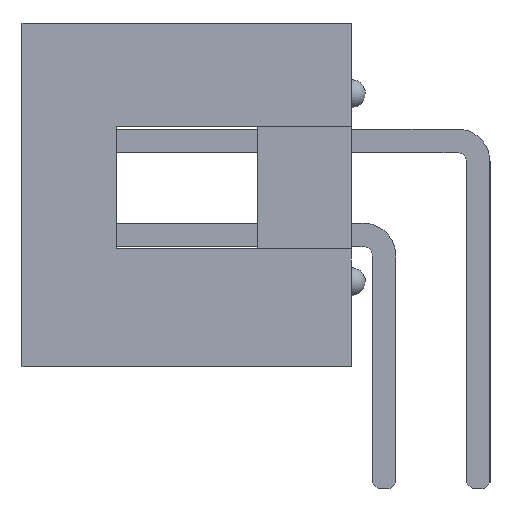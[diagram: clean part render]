
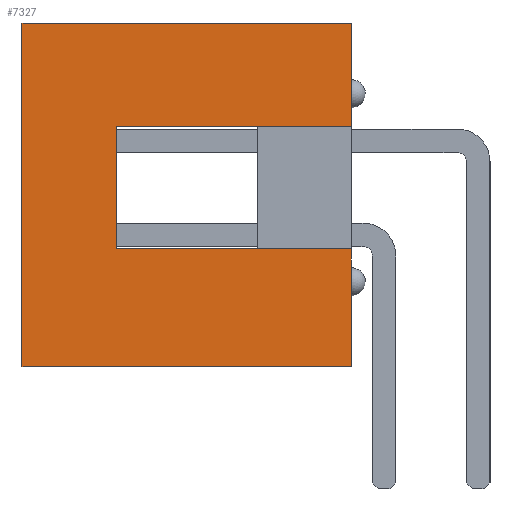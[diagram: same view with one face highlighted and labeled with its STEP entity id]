
A CAD part, left-side view. The second image highlights one B-rep face of the part: STEP entity #7327.
In plain terms, the highlighted planar face has unit normal (-1, 0, 0).
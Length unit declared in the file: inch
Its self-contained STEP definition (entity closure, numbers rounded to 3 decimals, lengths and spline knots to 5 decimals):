
#267=ORIENTED_EDGE('',*,*,#2397,.F.);
#268=ORIENTED_EDGE('',*,*,#2423,.F.);
#269=ORIENTED_EDGE('',*,*,#2420,.F.);
#270=ORIENTED_EDGE('',*,*,#2444,.F.);
#271=ORIENTED_EDGE('',*,*,#2445,.T.);
#272=ORIENTED_EDGE('',*,*,#2446,.T.);
#273=ORIENTED_EDGE('',*,*,#2416,.F.);
#274=ORIENTED_EDGE('',*,*,#2436,.F.);
#2397=EDGE_CURVE('',#3493,#3473,#4225,.T.);
#2416=EDGE_CURVE('',#3512,#3513,#4240,.T.);
#2420=EDGE_CURVE('',#3516,#3517,#4244,.T.);
#2423=EDGE_CURVE('',#3517,#3493,#4247,.T.);
#2436=EDGE_CURVE('',#3473,#3512,#4260,.T.);
#2444=EDGE_CURVE('',#3527,#3516,#4268,.T.);
#2445=EDGE_CURVE('',#3527,#3528,#4269,.T.);
#2446=EDGE_CURVE('',#3528,#3513,#4270,.T.);
#3473=VERTEX_POINT('',#10168);
#3493=VERTEX_POINT('',#10209);
#3512=VERTEX_POINT('',#10248);
#3513=VERTEX_POINT('',#10250);
#3516=VERTEX_POINT('',#10256);
#3517=VERTEX_POINT('',#10258);
#3527=VERTEX_POINT('',#10300);
#3528=VERTEX_POINT('',#10302);
#4225=LINE('',#10210,#5239);
#4240=LINE('',#10249,#5254);
#4244=LINE('',#10257,#5258);
#4247=LINE('',#10262,#5261);
#4260=LINE('',#10285,#5274);
#4268=LINE('',#10299,#5282);
#4269=LINE('',#10301,#5283);
#4270=LINE('',#10303,#5284);
#5239=VECTOR('',#8242,39.37008);
#5254=VECTOR('',#8267,39.37008);
#5258=VECTOR('',#8271,39.37008);
#5261=VECTOR('',#8276,39.37008);
#5274=VECTOR('',#8299,39.37008);
#5282=VECTOR('',#8311,39.37008);
#5283=VECTOR('',#8312,39.37008);
#5284=VECTOR('',#8313,39.37008);
#6239=EDGE_LOOP('',(#267,#268,#269,#270,#271,#272,#273,#274));
#6619=FACE_BOUND('',#6239,.T.);
#6995=PLANE('',#7756);
#7327=ADVANCED_FACE('',(#6619),#6995,.F.);
#7756=AXIS2_PLACEMENT_3D('',#10298,#8309,#8310);
#8242=DIRECTION('',(0.,0.,1.));
#8267=DIRECTION('',(0.,0.,-1.));
#8271=DIRECTION('',(0.,0.,-1.));
#8276=DIRECTION('',(0.,1.,0.));
#8299=DIRECTION('',(0.,-1.,0.));
#8309=DIRECTION('',(1.,0.,0.));
#8310=DIRECTION('',(0.,0.,-1.));
#8311=DIRECTION('',(0.,-1.,0.));
#8312=DIRECTION('',(0.,0.,1.));
#8313=DIRECTION('',(0.,-1.,0.));
#10168=CARTESIAN_POINT('',(-0.65,0.35,0.175));
#10209=CARTESIAN_POINT('',(-0.65,0.35,-0.19));
#10210=CARTESIAN_POINT('',(-0.65,0.35,-0.19));
#10248=CARTESIAN_POINT('',(-0.65,0.,0.175));
#10249=CARTESIAN_POINT('',(-0.65,0.,0.175));
#10250=CARTESIAN_POINT('',(-0.65,0.,0.065));
#10256=CARTESIAN_POINT('',(-0.65,0.,-0.065));
#10257=CARTESIAN_POINT('',(-0.65,0.,0.175));
#10258=CARTESIAN_POINT('',(-0.65,0.,-0.19));
#10262=CARTESIAN_POINT('',(-0.65,0.,-0.19));
#10285=CARTESIAN_POINT('',(-0.65,0.35,0.175));
#10298=CARTESIAN_POINT('',(-0.65,0.,0.));
#10299=CARTESIAN_POINT('',(-0.65,0.25,-0.065));
#10300=CARTESIAN_POINT('',(-0.65,0.25,-0.065));
#10301=CARTESIAN_POINT('',(-0.65,0.25,0.));
#10302=CARTESIAN_POINT('',(-0.65,0.25,0.065));
#10303=CARTESIAN_POINT('',(-0.65,0.25,0.065));
